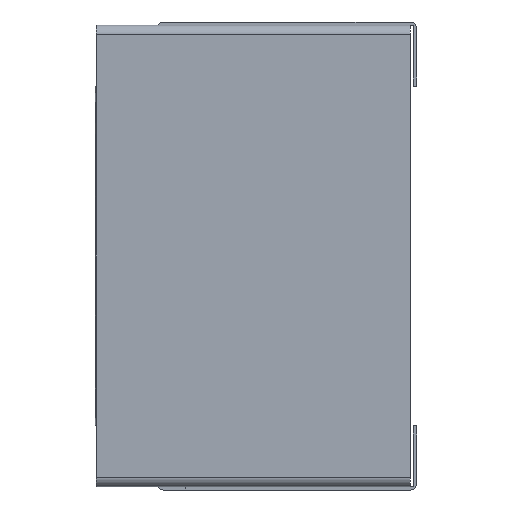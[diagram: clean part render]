
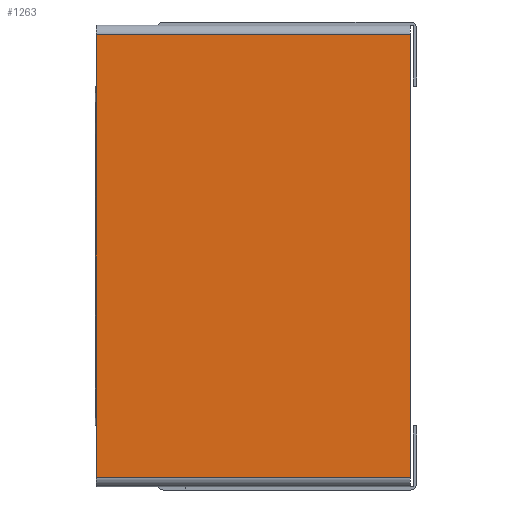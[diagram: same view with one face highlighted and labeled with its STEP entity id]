
A CAD part, left-side view. The second image highlights one B-rep face of the part: STEP entity #1263.
In plain terms, the highlighted planar face has unit normal (-1, 0, 0).
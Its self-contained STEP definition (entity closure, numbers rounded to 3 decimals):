
#288 = DIRECTION ( 'NONE',  ( 0., -1., 0. ) ) ;
#515 = EDGE_CURVE ( 'NONE', #2283, #2140, #1408, .T. ) ;
#698 = LINE ( 'NONE', #3527, #1269 ) ;
#1081 = PLANE ( 'NONE',  #1682 ) ;
#1214 = CARTESIAN_POINT ( 'NONE',  ( -3.6, 4.9, -3.45 ) ) ;
#1263 = ADVANCED_FACE ( 'NONE', ( #1949 ), #1081, .F. ) ;
#1269 = VECTOR ( 'NONE', #5045, 1000. ) ;
#1286 = DIRECTION ( 'NONE',  ( 1., 0., 0. ) ) ;
#1352 = EDGE_CURVE ( 'NONE', #2140, #4572, #4623, .T. ) ;
#1408 = LINE ( 'NONE', #4290, #4379 ) ;
#1682 = AXIS2_PLACEMENT_3D ( 'NONE', #6371, #1286, #1832 ) ;
#1741 = DIRECTION ( 'NONE',  ( 0., -1., 0. ) ) ;
#1832 = DIRECTION ( 'NONE',  ( 0., 0., -1. ) ) ;
#1949 = FACE_OUTER_BOUND ( 'NONE', #4218, .T. ) ;
#2140 = VERTEX_POINT ( 'NONE', #2329 ) ;
#2166 = EDGE_CURVE ( 'NONE', #2259, #4572, #3483, .T. ) ;
#2259 = VERTEX_POINT ( 'NONE', #3138 ) ;
#2277 = ORIENTED_EDGE ( 'NONE', *, *, #1352, .T. ) ;
#2283 = VERTEX_POINT ( 'NONE', #1214 ) ;
#2329 = CARTESIAN_POINT ( 'NONE',  ( -3.6, 0., -3.45 ) ) ;
#2762 = ORIENTED_EDGE ( 'NONE', *, *, #2957, .F. ) ;
#2849 = CARTESIAN_POINT ( 'NONE',  ( -3.6, 4.9, 3.45 ) ) ;
#2957 = EDGE_CURVE ( 'NONE', #2283, #2259, #698, .T. ) ;
#3138 = CARTESIAN_POINT ( 'NONE',  ( -3.6, 4.9, 3.45 ) ) ;
#3167 = ORIENTED_EDGE ( 'NONE', *, *, #515, .T. ) ;
#3185 = DIRECTION ( 'NONE',  ( 0., 0., 1. ) ) ;
#3483 = LINE ( 'NONE', #2849, #6417 ) ;
#3527 = CARTESIAN_POINT ( 'NONE',  ( -3.6, 4.9, -3.45 ) ) ;
#3946 = ORIENTED_EDGE ( 'NONE', *, *, #2166, .F. ) ;
#4218 = EDGE_LOOP ( 'NONE', ( #2277, #3946, #2762, #3167 ) ) ;
#4290 = CARTESIAN_POINT ( 'NONE',  ( -3.6, 4.9, -3.45 ) ) ;
#4379 = VECTOR ( 'NONE', #1741, 1000. ) ;
#4572 = VERTEX_POINT ( 'NONE', #6606 ) ;
#4623 = LINE ( 'NONE', #5802, #6201 ) ;
#5045 = DIRECTION ( 'NONE',  ( 0., 0., 1. ) ) ;
#5802 = CARTESIAN_POINT ( 'NONE',  ( -3.6, 0., -3.45 ) ) ;
#6201 = VECTOR ( 'NONE', #3185, 1000. ) ;
#6371 = CARTESIAN_POINT ( 'NONE',  ( -3.6, 4.9, -3.45 ) ) ;
#6417 = VECTOR ( 'NONE', #288, 1000. ) ;
#6606 = CARTESIAN_POINT ( 'NONE',  ( -3.6, 0., 3.45 ) ) ;
